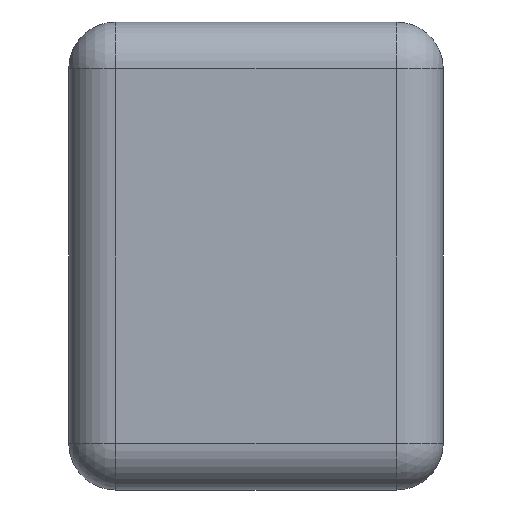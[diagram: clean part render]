
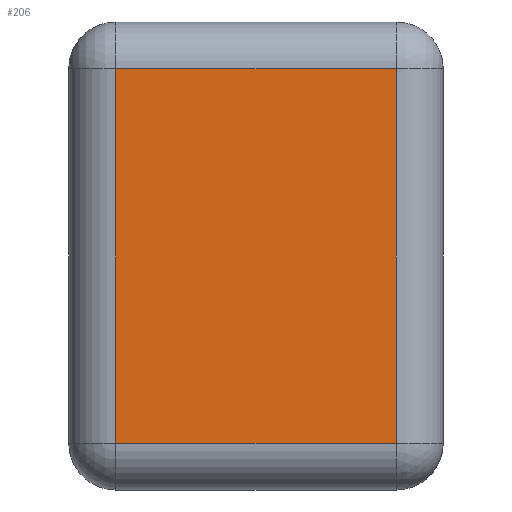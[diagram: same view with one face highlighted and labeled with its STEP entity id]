
A CAD part, left-side view. The second image highlights one B-rep face of the part: STEP entity #206.
In plain terms, the highlighted planar face has unit normal (-1, 0, 0).
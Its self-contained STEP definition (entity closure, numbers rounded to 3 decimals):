
#134 = VERTEX_POINT ( 'NONE', #717 ) ;
#135 = ORIENTED_EDGE ( 'NONE', *, *, #136, .T. ) ;
#136 = EDGE_CURVE ( 'NONE', #134, #137, #716, .T. ) ;
#137 = VERTEX_POINT ( 'NONE', #712 ) ;
#138 = ORIENTED_EDGE ( 'NONE', *, *, #139, .T. ) ;
#139 = EDGE_CURVE ( 'NONE', #137, #210, #766, .T. ) ;
#206 = ADVANCED_FACE ( 'NONE', ( #952 ), #991, .F. ) ;
#207 = EDGE_LOOP ( 'NONE', ( #208, #212, #135, #138 ) ) ;
#208 = ORIENTED_EDGE ( 'NONE', *, *, #209, .T. ) ;
#209 = EDGE_CURVE ( 'NONE', #210, #211, #992, .T. ) ;
#210 = VERTEX_POINT ( 'NONE', #983 ) ;
#211 = VERTEX_POINT ( 'NONE', #982 ) ;
#212 = ORIENTED_EDGE ( 'NONE', *, *, #213, .T. ) ;
#213 = EDGE_CURVE ( 'NONE', #211, #134, #980, .T. ) ;
#712 = CARTESIAN_POINT ( 'NONE',  ( -0.5, 0.05, -0.2 ) ) ;
#713 = DIRECTION ( 'NONE',  ( 0., -1., 0. ) ) ;
#714 = VECTOR ( 'NONE', #713, 1000. ) ;
#715 = CARTESIAN_POINT ( 'NONE',  ( -0.5, 0.4, -0.2 ) ) ;
#716 = LINE ( 'NONE', #715, #714 ) ;
#717 = CARTESIAN_POINT ( 'NONE',  ( -0.5, 0.35, -0.2 ) ) ;
#763 = DIRECTION ( 'NONE',  ( 0., 0., 1. ) ) ;
#764 = VECTOR ( 'NONE', #763, 1000. ) ;
#765 = CARTESIAN_POINT ( 'NONE',  ( -0.5, 0.05, 0.25 ) ) ;
#766 = LINE ( 'NONE', #765, #764 ) ;
#952 = FACE_OUTER_BOUND ( 'NONE', #207, .T. ) ;
#977 = DIRECTION ( 'NONE',  ( 0., 0., -1. ) ) ;
#978 = VECTOR ( 'NONE', #977, 1000. ) ;
#979 = CARTESIAN_POINT ( 'NONE',  ( -0.5, 0.35, 0.25 ) ) ;
#980 = LINE ( 'NONE', #979, #978 ) ;
#982 = CARTESIAN_POINT ( 'NONE',  ( -0.5, 0.35, 0.2 ) ) ;
#983 = CARTESIAN_POINT ( 'NONE',  ( -0.5, 0.05, 0.2 ) ) ;
#984 = DIRECTION ( 'NONE',  ( 0., 1., 0. ) ) ;
#985 = VECTOR ( 'NONE', #984, 1000. ) ;
#986 = CARTESIAN_POINT ( 'NONE',  ( -0.5, 0.4, 0.2 ) ) ;
#987 = DIRECTION ( 'NONE',  ( 0., 0., -1. ) ) ;
#988 = DIRECTION ( 'NONE',  ( 1., 0., 0. ) ) ;
#989 = CARTESIAN_POINT ( 'NONE',  ( -0.5, 0.4, 0.25 ) ) ;
#990 = AXIS2_PLACEMENT_3D ( 'NONE', #989, #988, #987 ) ;
#991 = PLANE ( 'NONE',  #990 ) ;
#992 = LINE ( 'NONE', #986, #985 ) ;
